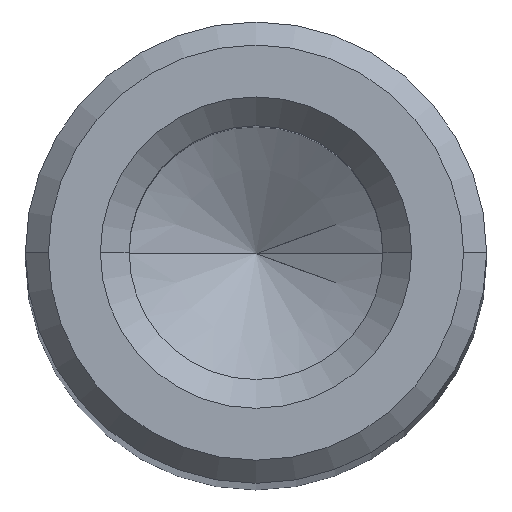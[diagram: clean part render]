
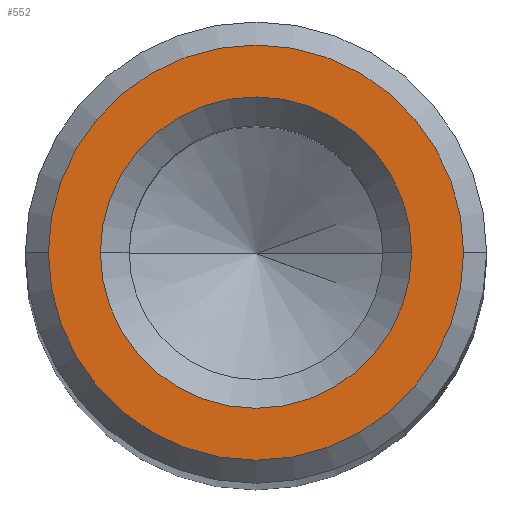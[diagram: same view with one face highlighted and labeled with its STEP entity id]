
A CAD part, top view. The second image highlights one B-rep face of the part: STEP entity #552.
In plain terms, the highlighted planar face has unit normal (0, 0, 1).
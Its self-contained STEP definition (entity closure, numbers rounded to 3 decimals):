
#4 = EDGE_CURVE ( 'NONE', #141, #439, #249, .T. ) ;
#32 = CARTESIAN_POINT ( 'NONE',  ( 0., 0., 55.5 ) ) ;
#68 = CIRCLE ( 'NONE', #181, 2.7 ) ;
#80 = ORIENTED_EDGE ( 'NONE', *, *, #374, .F. ) ;
#109 = DIRECTION ( 'NONE',  ( 1., 0., 0. ) ) ;
#111 = PLANE ( 'NONE',  #372 ) ;
#141 = VERTEX_POINT ( 'NONE', #477 ) ;
#153 = AXIS2_PLACEMENT_3D ( 'NONE', #568, #525, #276 ) ;
#165 = VERTEX_POINT ( 'NONE', #734 ) ;
#181 = AXIS2_PLACEMENT_3D ( 'NONE', #545, #780, #603 ) ;
#198 = AXIS2_PLACEMENT_3D ( 'NONE', #718, #767, #109 ) ;
#201 = ORIENTED_EDGE ( 'NONE', *, *, #723, .T. ) ;
#207 = EDGE_CURVE ( 'NONE', #165, #265, #68, .T. ) ;
#243 = DIRECTION ( 'NONE',  ( 0., 0., 1. ) ) ;
#249 = CIRCLE ( 'NONE', #434, 2.025 ) ;
#250 = CIRCLE ( 'NONE', #198, 2.025 ) ;
#265 = VERTEX_POINT ( 'NONE', #657 ) ;
#276 = DIRECTION ( 'NONE',  ( 1., 0., 0. ) ) ;
#319 = ORIENTED_EDGE ( 'NONE', *, *, #207, .T. ) ;
#364 = CIRCLE ( 'NONE', #153, 2.7 ) ;
#372 = AXIS2_PLACEMENT_3D ( 'NONE', #779, #243, #717 ) ;
#374 = EDGE_CURVE ( 'NONE', #439, #141, #250, .T. ) ;
#379 = ORIENTED_EDGE ( 'NONE', *, *, #4, .F. ) ;
#434 = AXIS2_PLACEMENT_3D ( 'NONE', #32, #448, #756 ) ;
#439 = VERTEX_POINT ( 'NONE', #633 ) ;
#448 = DIRECTION ( 'NONE',  ( 0., 0., 1. ) ) ;
#477 = CARTESIAN_POINT ( 'NONE',  ( -2.025, 0., 55.5 ) ) ;
#525 = DIRECTION ( 'NONE',  ( 0., 0., 1. ) ) ;
#541 = FACE_BOUND ( 'NONE', #740, .T. ) ;
#545 = CARTESIAN_POINT ( 'NONE',  ( 0., 0., 55.5 ) ) ;
#552 = ADVANCED_FACE ( 'NONE', ( #721, #541 ), #111, .T. ) ;
#568 = CARTESIAN_POINT ( 'NONE',  ( 0., 0., 55.5 ) ) ;
#603 = DIRECTION ( 'NONE',  ( 1., 0., 0. ) ) ;
#620 = EDGE_LOOP ( 'NONE', ( #201, #319 ) ) ;
#633 = CARTESIAN_POINT ( 'NONE',  ( 2.025, 0., 55.5 ) ) ;
#657 = CARTESIAN_POINT ( 'NONE',  ( -2.7, 0., 55.5 ) ) ;
#717 = DIRECTION ( 'NONE',  ( 1., 0., 0. ) ) ;
#718 = CARTESIAN_POINT ( 'NONE',  ( 0., 0., 55.5 ) ) ;
#721 = FACE_OUTER_BOUND ( 'NONE', #620, .T. ) ;
#723 = EDGE_CURVE ( 'NONE', #265, #165, #364, .T. ) ;
#734 = CARTESIAN_POINT ( 'NONE',  ( 2.7, 0., 55.5 ) ) ;
#740 = EDGE_LOOP ( 'NONE', ( #80, #379 ) ) ;
#756 = DIRECTION ( 'NONE',  ( 1., 0., 0. ) ) ;
#767 = DIRECTION ( 'NONE',  ( 0., 0., 1. ) ) ;
#779 = CARTESIAN_POINT ( 'NONE',  ( 0., 0., 55.5 ) ) ;
#780 = DIRECTION ( 'NONE',  ( 0., 0., 1. ) ) ;
